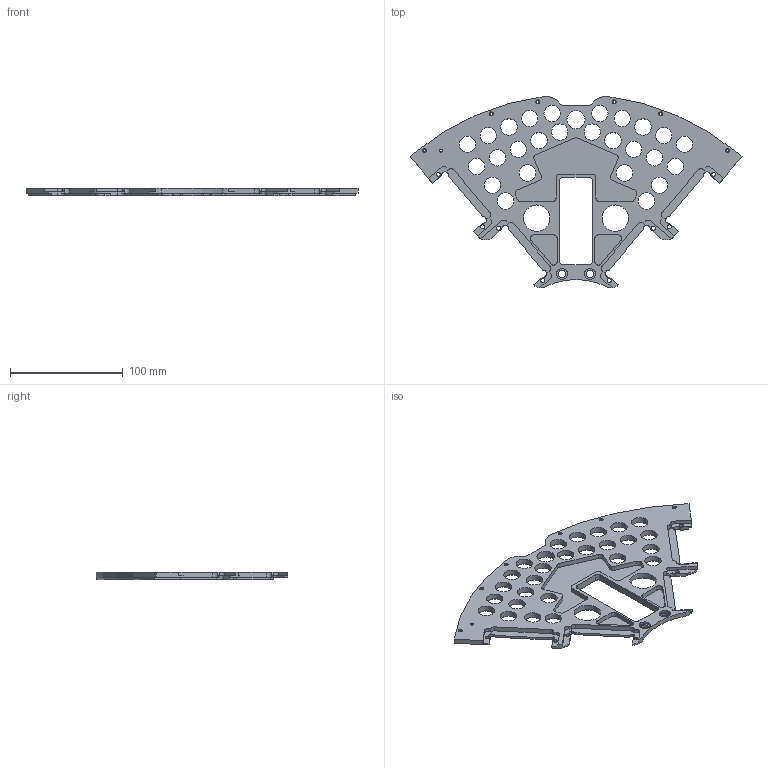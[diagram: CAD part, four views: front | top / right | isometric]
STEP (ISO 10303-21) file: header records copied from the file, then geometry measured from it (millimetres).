
FILE_DESCRIPTION((''),'2;1');
FILE_NAME('PP1A_QUARTER_PANEL','2005-11-07T',('ericcan'),('Lawrence Berkeley National Lab'),'PRO/ENGINEER BY PARAMETRIC TECHNOLOGY CORPORATION, 2004280','PRO/ENGINEER BY PARAMETRIC TECHNOLOGY CORPORATION, 2004280','');
FILE_SCHEMA(('CONFIG_CONTROL_DESIGN'));
Length unit declared in the file: millimetre
Products named in the file (1): PP1A_QUARTER_PANEL
Bounding box: 295.08 x 170.34 x 6.35 mm (x, y, z)
Volume: 104539.6 mm3; surface area: 59554.6 mm2
Topology: 1 solids, 1 shells, 360 faces, 967 edges, 614 vertices
Faces by surface type: cylinder 176, plane 102, cone 74, torus 8
Entity records: 11571 total; most frequent: DIRECTION 2137, CARTESIAN_POINT 1941, ORIENTED_EDGE 1934, EDGE_CURVE 967, AXIS2_PLACEMENT_3D 810, VERTEX_POINT 614, VECTOR 517, LINE 517
